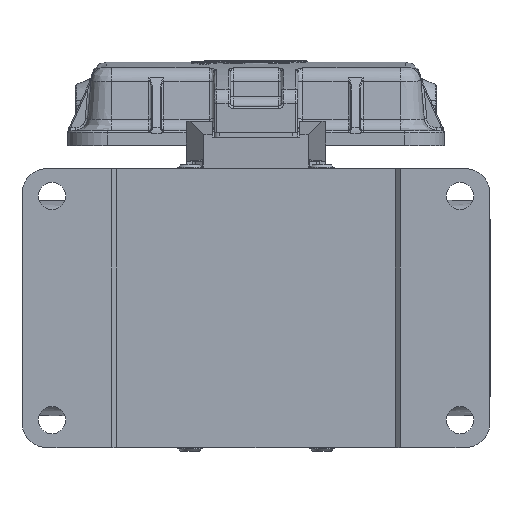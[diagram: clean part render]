
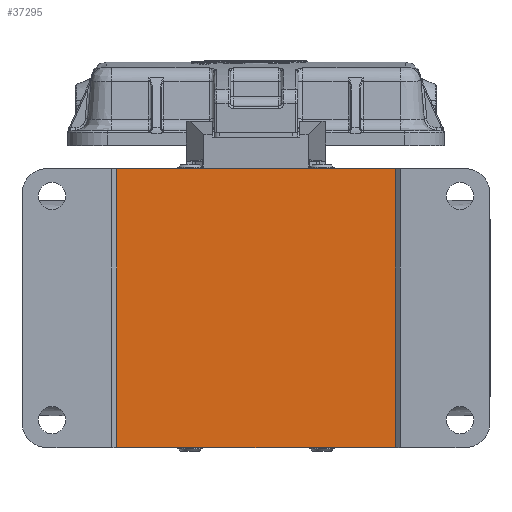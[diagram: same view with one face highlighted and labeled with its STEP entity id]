
A CAD part, front view. The second image highlights one B-rep face of the part: STEP entity #37295.
In plain terms, the highlighted planar face has unit normal (0, -1, 0).
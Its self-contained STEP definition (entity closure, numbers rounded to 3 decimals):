
#7183 = PLANE ( 'NONE',  #13431 ) ;
#7184 = CARTESIAN_POINT ( 'NONE',  ( 28., -76., 33.6 ) ) ;
#7185 = DIRECTION ( 'NONE',  ( 0., 1., 0. ) ) ;
#7186 = DIRECTION ( 'NONE',  ( 0., 0., 1. ) ) ;
#9086 = VECTOR ( 'NONE', #29104, 1000. ) ;
#9087 = VECTOR ( 'NONE', #29107, 1000. ) ;
#9088 = VECTOR ( 'NONE', #29110, 1000. ) ;
#9089 = VECTOR ( 'NONE', #29113, 1000. ) ;
#10461 = EDGE_LOOP ( 'NONE', ( #49685, #49687, #49686, #49688 ) ) ;
#13430 = FACE_OUTER_BOUND ( 'NONE', #10461, .T. ) ;
#13431 = AXIS2_PLACEMENT_3D ( 'NONE', #7184, #7185, #7186 ) ;
#25337 = VERTEX_POINT ( 'NONE', #43802 ) ;
#25338 = VERTEX_POINT ( 'NONE', #43803 ) ;
#25339 = VERTEX_POINT ( 'NONE', #43804 ) ;
#25340 = VERTEX_POINT ( 'NONE', #43805 ) ;
#29102 = LINE ( 'NONE', #29103, #9086 ) ;
#29103 = CARTESIAN_POINT ( 'NONE',  ( 28., -76., 33.6 ) ) ;
#29104 = DIRECTION ( 'NONE',  ( 0., 0., 1. ) ) ;
#29105 = LINE ( 'NONE', #29106, #9087 ) ;
#29106 = CARTESIAN_POINT ( 'NONE',  ( 47., -76., -28. ) ) ;
#29107 = DIRECTION ( 'NONE',  ( -1., 0., 0. ) ) ;
#29108 = LINE ( 'NONE', #29109, #9088 ) ;
#29109 = CARTESIAN_POINT ( 'NONE',  ( -47., -76., 28. ) ) ;
#29110 = DIRECTION ( 'NONE',  ( 1., 0., 0. ) ) ;
#29111 = LINE ( 'NONE', #29112, #9089 ) ;
#29112 = CARTESIAN_POINT ( 'NONE',  ( -28., -76., 33.6 ) ) ;
#29113 = DIRECTION ( 'NONE',  ( 0., 0., -1. ) ) ;
#34979 = EDGE_CURVE ( 'NONE', #25337, #25339, #29102, .T. ) ;
#34980 = EDGE_CURVE ( 'NONE', #25337, #25338, #29105, .T. ) ;
#34981 = EDGE_CURVE ( 'NONE', #25340, #25339, #29108, .T. ) ;
#34982 = EDGE_CURVE ( 'NONE', #25340, #25338, #29111, .T. ) ;
#37295 = ADVANCED_FACE ( 'NONE', ( #13430 ), #7183, .F. ) ;
#43802 = CARTESIAN_POINT ( 'NONE',  ( 28., -76., -28. ) ) ;
#43803 = CARTESIAN_POINT ( 'NONE',  ( -28., -76., -28. ) ) ;
#43804 = CARTESIAN_POINT ( 'NONE',  ( 28., -76., 28. ) ) ;
#43805 = CARTESIAN_POINT ( 'NONE',  ( -28., -76., 28. ) ) ;
#49685 = ORIENTED_EDGE ( 'NONE', *, *, #34980, .F. ) ;
#49686 = ORIENTED_EDGE ( 'NONE', *, *, #34981, .F. ) ;
#49687 = ORIENTED_EDGE ( 'NONE', *, *, #34979, .T. ) ;
#49688 = ORIENTED_EDGE ( 'NONE', *, *, #34982, .T. ) ;
